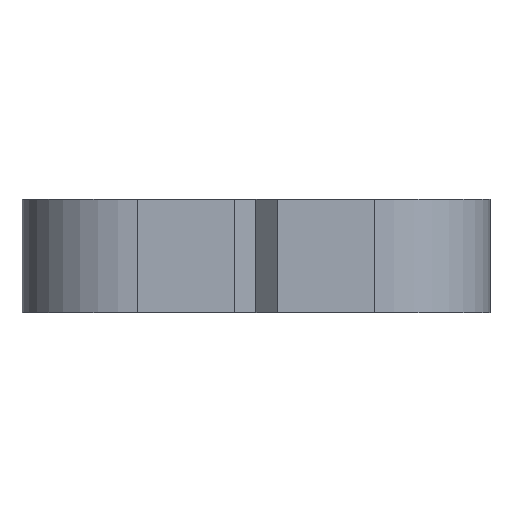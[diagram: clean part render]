
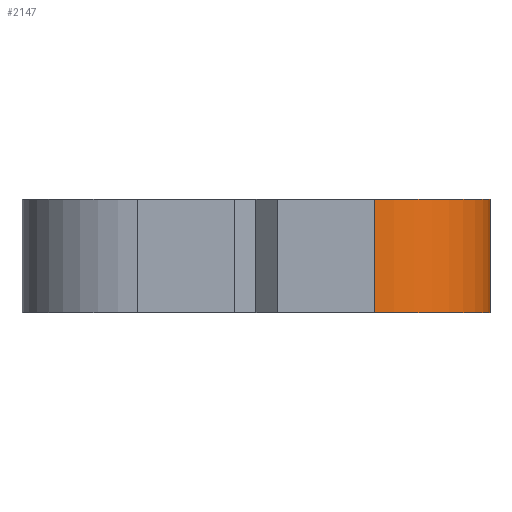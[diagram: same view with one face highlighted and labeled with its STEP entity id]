
A CAD part, front view. The second image highlights one B-rep face of the part: STEP entity #2147.
In plain terms, the highlighted cylindrical face has radius 6.2 mm (diameter 12.4 mm), a partial arc.
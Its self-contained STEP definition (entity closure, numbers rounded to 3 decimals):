
#61 = CARTESIAN_POINT ( 'NONE',  ( 12.55, -6.35, 3.05 ) ) ;
#177 = CARTESIAN_POINT ( 'NONE',  ( 6.35, -6.35, -38.547 ) ) ;
#443 = ORIENTED_EDGE ( 'NONE', *, *, #4277, .F. ) ;
#451 = ORIENTED_EDGE ( 'NONE', *, *, #4281, .F. ) ;
#455 = ORIENTED_EDGE ( 'NONE', *, *, #893, .T. ) ;
#465 = ORIENTED_EDGE ( 'NONE', *, *, #4101, .F. ) ;
#815 = DIRECTION ( 'NONE',  ( 1., 0., 0. ) ) ;
#840 = CARTESIAN_POINT ( 'NONE',  ( 6.35, -12.55, -3.05 ) ) ;
#893 = EDGE_CURVE ( 'NONE', #4945, #4872, #2073, .T. ) ;
#1107 = DIRECTION ( 'NONE',  ( 0., 0., 1. ) ) ;
#1494 = EDGE_LOOP ( 'NONE', ( #443, #451, #455, #465 ) ) ;
#1617 = CARTESIAN_POINT ( 'NONE',  ( 6.35, -6.35, -3.05 ) ) ;
#1992 = VECTOR ( 'NONE', #2735, 1000. ) ;
#2073 = LINE ( 'NONE', #2833, #1992 ) ;
#2147 = ADVANCED_FACE ( 'NONE', ( #6302 ), #6267, .T. ) ;
#2151 = CARTESIAN_POINT ( 'NONE',  ( 6.35, -12.55, 3.05 ) ) ;
#2300 = AXIS2_PLACEMENT_3D ( 'NONE', #1617, #5808, #2327 ) ;
#2320 = AXIS2_PLACEMENT_3D ( 'NONE', #5191, #4507, #815 ) ;
#2327 = DIRECTION ( 'NONE',  ( 1., 0., 0. ) ) ;
#2735 = DIRECTION ( 'NONE',  ( 0., 0., 1. ) ) ;
#2833 = CARTESIAN_POINT ( 'NONE',  ( 12.55, -6.35, -38.547 ) ) ;
#2986 = AXIS2_PLACEMENT_3D ( 'NONE', #177, #1107, #3681 ) ;
#3333 = VECTOR ( 'NONE', #3524, 1000. ) ;
#3345 = CIRCLE ( 'NONE', #2300, 6.2 ) ;
#3378 = LINE ( 'NONE', #6259, #3333 ) ;
#3524 = DIRECTION ( 'NONE',  ( 0., 0., 1. ) ) ;
#3681 = DIRECTION ( 'NONE',  ( 1., 0., 0. ) ) ;
#3707 = CIRCLE ( 'NONE', #2320, 6.2 ) ;
#4101 = EDGE_CURVE ( 'NONE', #6174, #4872, #3707, .T. ) ;
#4277 = EDGE_CURVE ( 'NONE', #6096, #6174, #3378, .T. ) ;
#4281 = EDGE_CURVE ( 'NONE', #4945, #6096, #3345, .T. ) ;
#4507 = DIRECTION ( 'NONE',  ( 0., 0., 1. ) ) ;
#4872 = VERTEX_POINT ( 'NONE', #61 ) ;
#4945 = VERTEX_POINT ( 'NONE', #5376 ) ;
#5191 = CARTESIAN_POINT ( 'NONE',  ( 6.35, -6.35, 3.05 ) ) ;
#5376 = CARTESIAN_POINT ( 'NONE',  ( 12.55, -6.35, -3.05 ) ) ;
#5808 = DIRECTION ( 'NONE',  ( 0., 0., -1. ) ) ;
#6096 = VERTEX_POINT ( 'NONE', #840 ) ;
#6174 = VERTEX_POINT ( 'NONE', #2151 ) ;
#6259 = CARTESIAN_POINT ( 'NONE',  ( 6.35, -12.55, -38.547 ) ) ;
#6267 = CYLINDRICAL_SURFACE ( 'NONE', #2986, 6.2 ) ;
#6302 = FACE_OUTER_BOUND ( 'NONE', #1494, .T. ) ;
